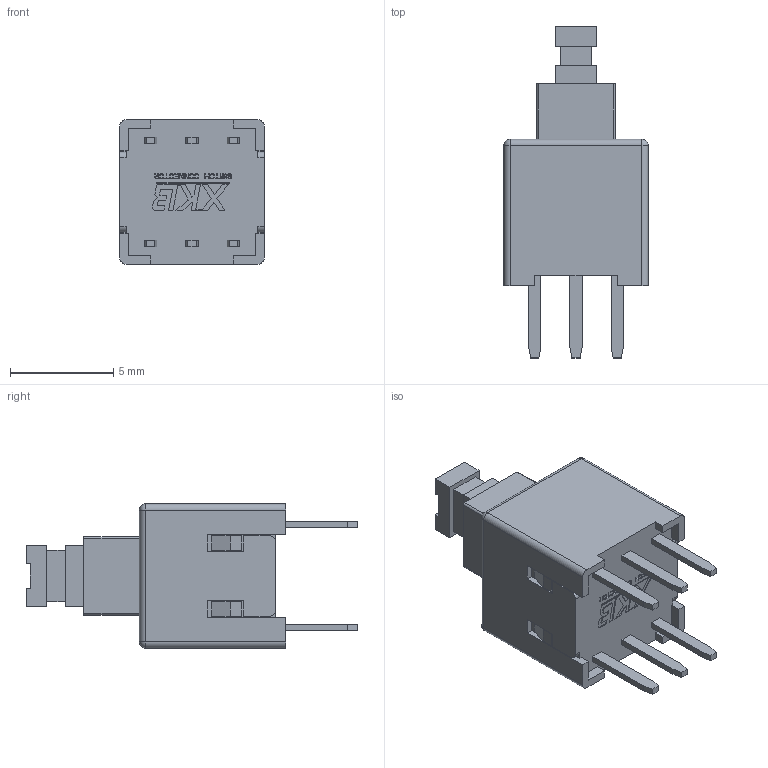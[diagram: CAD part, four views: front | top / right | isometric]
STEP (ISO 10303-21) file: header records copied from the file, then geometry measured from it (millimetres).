
FILE_DESCRIPTION(('STEP AP242'),'1');
FILE_NAME('xkb7070-z.stp','2021-05-28T18:46:19',('TraceParts'),('TraceParts S.A.'),'Spatial InterOp 3D',' ',' ');
FILE_SCHEMA(('AP242_MANAGED_MODEL_BASED_3D_ENGINEERING_MIM_LF {1 0 10303 442 1 1 4}'));
Length unit declared in the file: millimetre
Products named in the file (1): xkb7070-z
Bounding box: 7 x 16.1 x 7 mm (x, y, z)
Volume: 380.8 mm3; surface area: 416.6 mm2
Topology: 1 solids, 1 shells, 588 faces, 1644 edges, 1092 vertices
Faces by surface type: plane 562, cylinder 22, sphere 4
Entity records: 18531 total; most frequent: CARTESIAN_POINT 3325, ORIENTED_EDGE 3288, DIRECTION 2866, EDGE_CURVE 1644, LINE 1600, VECTOR 1600, VERTEX_POINT 1092, AXIS2_PLACEMENT_3D 633
